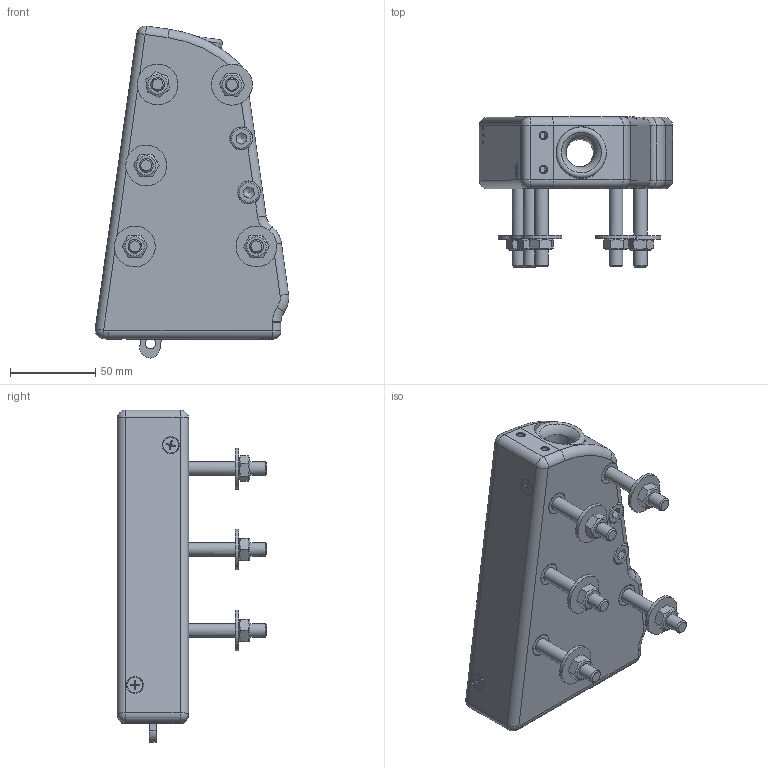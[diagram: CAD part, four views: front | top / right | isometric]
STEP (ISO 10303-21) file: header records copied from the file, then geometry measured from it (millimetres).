
FILE_DESCRIPTION(/* description */ (''),/* implementation_level */ '2;1');
FILE_NAME(/* name */ '505.145 r02.stp',/* time_stamp */ '2020-05-25T14:35:54+02:00',/* author */ ('lucade'),/* organization */ (''),/* preprocessor_version */ 'ST-DEVELOPER v18.1',/* originating_system */ 'Autodesk Inventor 2021',/* authorisation */ '');
FILE_SCHEMA (('AUTOMOTIVE_DESIGN { 1 0 10303 214 3 1 1 }'));
Length unit declared in the file: millimetre
Products named in the file (1): 505.145 STP
Bounding box: 113.59 x 88 x 194.8 mm (x, y, z)
Volume: 620955.2 mm3; surface area: 91333.2 mm2
Topology: 1 solids, 9 shells, 563 faces, 1460 edges, 965 vertices
Faces by surface type: plane 264, cylinder 144, cone 70, torus 51, sphere 20, bspline 14
Full cylindrical faces by diameter (mm): 4.134 x2, 4.509 x2, 5 x2, 5.5 x2, 6 x1, 8 x10, 8.2 x5, 8.4 x5, 9.3 x2, 10 x4, 10.5 x2, 11 x1, 13 x9, 13.4 x5, 13.5 x14, 24 x5, 30 x1
Entity records: 18414 total; most frequent: CARTESIAN_POINT 4781, ORIENTED_EDGE 2888, DIRECTION 2879, EDGE_CURVE 1444, AXIS2_PLACEMENT_3D 1142, VERTEX_POINT 965, EDGE_LOOP 639, LINE 595
